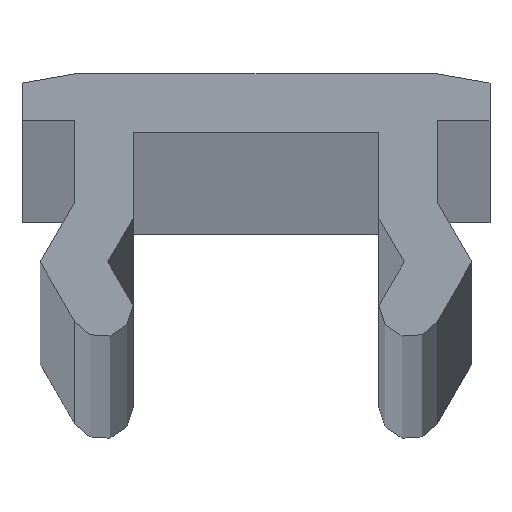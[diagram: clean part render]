
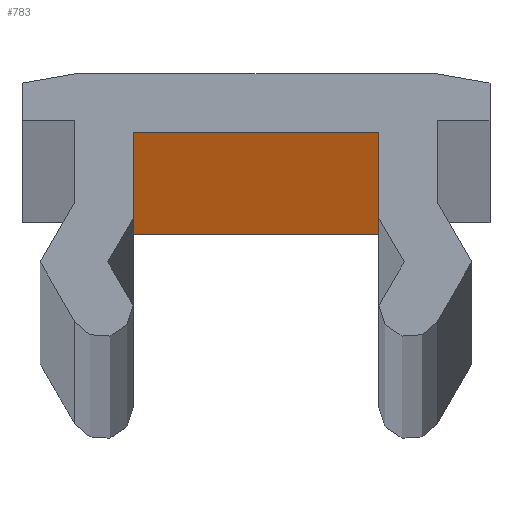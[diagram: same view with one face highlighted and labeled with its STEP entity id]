
A CAD part, top view. The second image highlights one B-rep face of the part: STEP entity #783.
In plain terms, the highlighted planar face has unit normal (0, -1, 0).
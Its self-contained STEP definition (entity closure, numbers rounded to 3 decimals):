
#9 = VECTOR ( 'NONE', #738, 1000. ) ;
#55 = VERTEX_POINT ( 'NONE', #477 ) ;
#76 = LINE ( 'NONE', #529, #628 ) ;
#106 = CARTESIAN_POINT ( 'NONE',  ( 2.1, -1., 1000. ) ) ;
#107 = DIRECTION ( 'NONE',  ( 0., 1., 0. ) ) ;
#111 = VECTOR ( 'NONE', #258, 1000. ) ;
#140 = DIRECTION ( 'NONE',  ( 1., 0., 0. ) ) ;
#145 = DIRECTION ( 'NONE',  ( 1., 0., 0. ) ) ;
#149 = VERTEX_POINT ( 'NONE', #314 ) ;
#155 = CARTESIAN_POINT ( 'NONE',  ( -2.1, -1., 0. ) ) ;
#175 = VERTEX_POINT ( 'NONE', #636 ) ;
#241 = EDGE_CURVE ( 'NONE', #149, #55, #451, .T. ) ;
#258 = DIRECTION ( 'NONE',  ( 0., 0., -1. ) ) ;
#296 = PLANE ( 'NONE',  #509 ) ;
#314 = CARTESIAN_POINT ( 'NONE',  ( -2.1, -1., 1000. ) ) ;
#344 = LINE ( 'NONE', #155, #471 ) ;
#345 = ORIENTED_EDGE ( 'NONE', *, *, #712, .F. ) ;
#451 = LINE ( 'NONE', #639, #111 ) ;
#471 = VECTOR ( 'NONE', #140, 1000. ) ;
#477 = CARTESIAN_POINT ( 'NONE',  ( -2.1, -1., 0. ) ) ;
#483 = LINE ( 'NONE', #488, #9 ) ;
#488 = CARTESIAN_POINT ( 'NONE',  ( 2.1, -1., 1000. ) ) ;
#509 = AXIS2_PLACEMENT_3D ( 'NONE', #549, #107, #745 ) ;
#529 = CARTESIAN_POINT ( 'NONE',  ( -2.1, -1., 1000. ) ) ;
#549 = CARTESIAN_POINT ( 'NONE',  ( -2.1, -1., 1000. ) ) ;
#593 = EDGE_CURVE ( 'NONE', #55, #175, #344, .T. ) ;
#610 = FACE_OUTER_BOUND ( 'NONE', #661, .T. ) ;
#628 = VECTOR ( 'NONE', #145, 1000. ) ;
#636 = CARTESIAN_POINT ( 'NONE',  ( 2.1, -1., 0. ) ) ;
#639 = CARTESIAN_POINT ( 'NONE',  ( -2.1, -1., 1000. ) ) ;
#645 = ORIENTED_EDGE ( 'NONE', *, *, #593, .T. ) ;
#647 = ORIENTED_EDGE ( 'NONE', *, *, #804, .F. ) ;
#661 = EDGE_LOOP ( 'NONE', ( #645, #647, #345, #772 ) ) ;
#712 = EDGE_CURVE ( 'NONE', #149, #821, #76, .T. ) ;
#738 = DIRECTION ( 'NONE',  ( 0., 0., -1. ) ) ;
#745 = DIRECTION ( 'NONE',  ( -1., 0., 0. ) ) ;
#772 = ORIENTED_EDGE ( 'NONE', *, *, #241, .T. ) ;
#783 = ADVANCED_FACE ( 'NONE', ( #610 ), #296, .F. ) ;
#804 = EDGE_CURVE ( 'NONE', #821, #175, #483, .T. ) ;
#821 = VERTEX_POINT ( 'NONE', #106 ) ;
